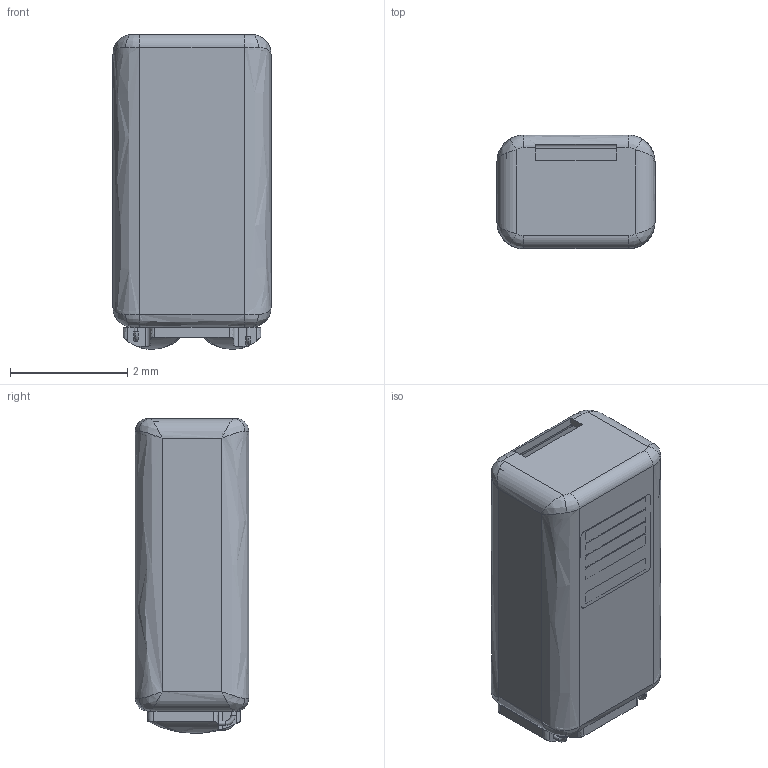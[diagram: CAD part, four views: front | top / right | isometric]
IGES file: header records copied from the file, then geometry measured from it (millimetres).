
Start section:  PTC IGES file: fk-30030-000_sw.igs
Global section: file name: fk-30030-000_sw.igs; native system: Pro/ENGINEER by Parametric Technology Corporation; preprocessor: 2005070; author: MMason; organization: Unknown; date: 060807.110413; units: inch
Bounding box: 2.69 x 1.93 x 5.36 mm (x, y, z)
Surface area: 116.8 mm2 (no closed solid volume)
Topology: 0 solids, 0 shells, 377 faces, 1874 edges, 1874 vertices
Faces by surface type: revolution 250, bspline 127
